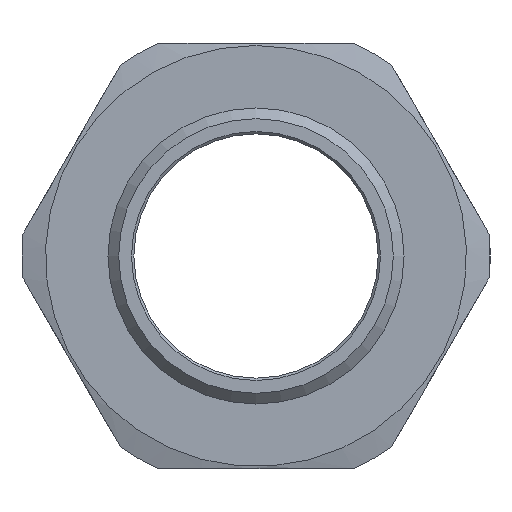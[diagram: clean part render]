
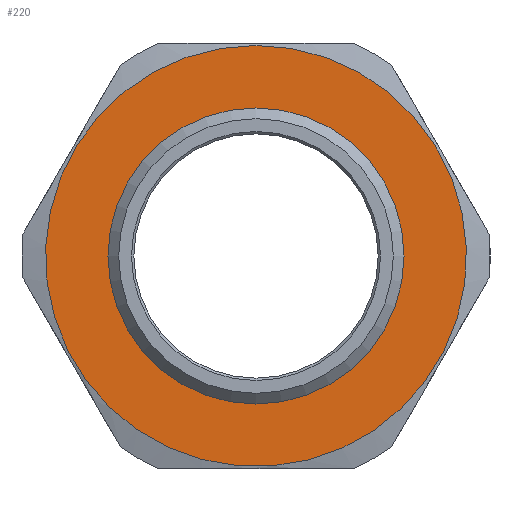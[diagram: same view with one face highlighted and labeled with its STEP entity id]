
A CAD part, left-side view. The second image highlights one B-rep face of the part: STEP entity #220.
In plain terms, the highlighted planar face has unit normal (-1, 0, 0).
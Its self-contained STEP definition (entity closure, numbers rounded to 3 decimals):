
#7 = DIRECTION ( 'NONE',  ( -1., 0., 0. ) ) ;
#88 = AXIS2_PLACEMENT_3D ( 'NONE', #1977, #2471, #197 ) ;
#118 = VERTEX_POINT ( 'NONE', #1444 ) ;
#183 = DIRECTION ( 'NONE',  ( 0., 0., 1. ) ) ;
#197 = DIRECTION ( 'NONE',  ( 0., 0., 1. ) ) ;
#220 = ADVANCED_FACE ( 'NONE', ( #690, #674 ), #469, .T. ) ;
#349 = VERTEX_POINT ( 'NONE', #1478 ) ;
#448 = EDGE_LOOP ( 'NONE', ( #1992 ) ) ;
#469 = PLANE ( 'NONE',  #88 ) ;
#555 = CARTESIAN_POINT ( 'NONE',  ( 15., 0., 0. ) ) ;
#674 = FACE_OUTER_BOUND ( 'NONE', #2523, .T. ) ;
#690 = FACE_BOUND ( 'NONE', #448, .T. ) ;
#766 = AXIS2_PLACEMENT_3D ( 'NONE', #1386, #7, #183 ) ;
#875 = EDGE_CURVE ( 'NONE', #349, #349, #1648, .T. ) ;
#1072 = DIRECTION ( 'NONE',  ( -1., 0., 0. ) ) ;
#1132 = ORIENTED_EDGE ( 'NONE', *, *, #1464, .T. ) ;
#1333 = AXIS2_PLACEMENT_3D ( 'NONE', #555, #1072, #1961 ) ;
#1386 = CARTESIAN_POINT ( 'NONE',  ( 15., 0., 0. ) ) ;
#1444 = CARTESIAN_POINT ( 'NONE',  ( 15., 0., 22.75 ) ) ;
#1464 = EDGE_CURVE ( 'NONE', #118, #118, #2072, .T. ) ;
#1478 = CARTESIAN_POINT ( 'NONE',  ( 15., 0., 16. ) ) ;
#1648 = CIRCLE ( 'NONE', #1333, 16. ) ;
#1961 = DIRECTION ( 'NONE',  ( 0., 0., 1. ) ) ;
#1977 = CARTESIAN_POINT ( 'NONE',  ( 15., 16., 0. ) ) ;
#1992 = ORIENTED_EDGE ( 'NONE', *, *, #875, .F. ) ;
#2072 = CIRCLE ( 'NONE', #766, 22.75 ) ;
#2471 = DIRECTION ( 'NONE',  ( -1., 0., 0. ) ) ;
#2523 = EDGE_LOOP ( 'NONE', ( #1132 ) ) ;
